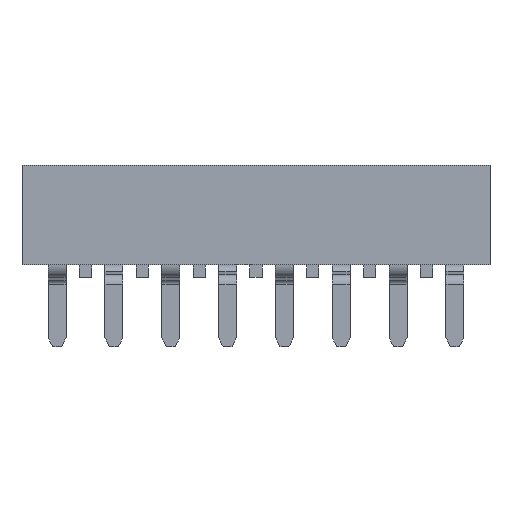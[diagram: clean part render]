
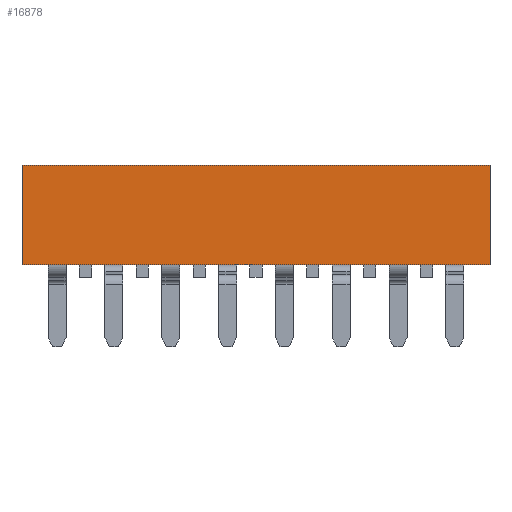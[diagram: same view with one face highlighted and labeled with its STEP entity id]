
A CAD part, front view. The second image highlights one B-rep face of the part: STEP entity #16878.
In plain terms, the highlighted planar face has unit normal (0, -1, 0).
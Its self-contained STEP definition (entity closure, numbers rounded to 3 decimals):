
#1430=ORIENTED_EDGE('',*,*,#6606,.F.);
#1431=ORIENTED_EDGE('',*,*,#6607,.F.);
#1432=ORIENTED_EDGE('',*,*,#6604,.F.);
#1433=ORIENTED_EDGE('',*,*,#6608,.F.);
#6604=EDGE_CURVE('',#9184,#9185,#10852,.T.);
#6606=EDGE_CURVE('',#9186,#9187,#10854,.T.);
#6607=EDGE_CURVE('',#9185,#9186,#10855,.T.);
#6608=EDGE_CURVE('',#9187,#9184,#10856,.T.);
#9184=VERTEX_POINT('',#24684);
#9185=VERTEX_POINT('',#24686);
#9186=VERTEX_POINT('',#24690);
#9187=VERTEX_POINT('',#24691);
#10852=LINE('',#24685,#12568);
#10854=LINE('',#24689,#12570);
#10855=LINE('',#24692,#12571);
#10856=LINE('',#24693,#12572);
#12568=VECTOR('',#19702,1000.);
#12570=VECTOR('',#19706,1000.);
#12571=VECTOR('',#19707,1000.);
#12572=VECTOR('',#19708,1000.);
#14195=EDGE_LOOP('',(#1430,#1431,#1432,#1433));
#15239=FACE_BOUND('',#14195,.T.);
#16283=PLANE('',#17945);
#16878=ADVANCED_FACE('',(#15239),#16283,.F.);
#17945=AXIS2_PLACEMENT_3D('',#24688,#19704,#19705);
#19702=DIRECTION('',(0.,0.,-1.));
#19704=DIRECTION('',(0.,1.,0.));
#19705=DIRECTION('',(0.,0.,1.));
#19706=DIRECTION('',(0.,0.,1.));
#19707=DIRECTION('',(-1.,0.,0.));
#19708=DIRECTION('',(1.,0.,0.));
#24684=CARTESIAN_POINT('',(10.46,-1.27,2.225));
#24685=CARTESIAN_POINT('',(10.46,-1.27,2.225));
#24686=CARTESIAN_POINT('',(10.46,-1.27,-2.225));
#24688=CARTESIAN_POINT('',(0.,-1.27,0.));
#24689=CARTESIAN_POINT('',(-10.46,-1.27,-2.225));
#24690=CARTESIAN_POINT('',(-10.46,-1.27,-2.225));
#24691=CARTESIAN_POINT('',(-10.46,-1.27,2.225));
#24692=CARTESIAN_POINT('',(10.46,-1.27,-2.225));
#24693=CARTESIAN_POINT('',(-10.46,-1.27,2.225));
